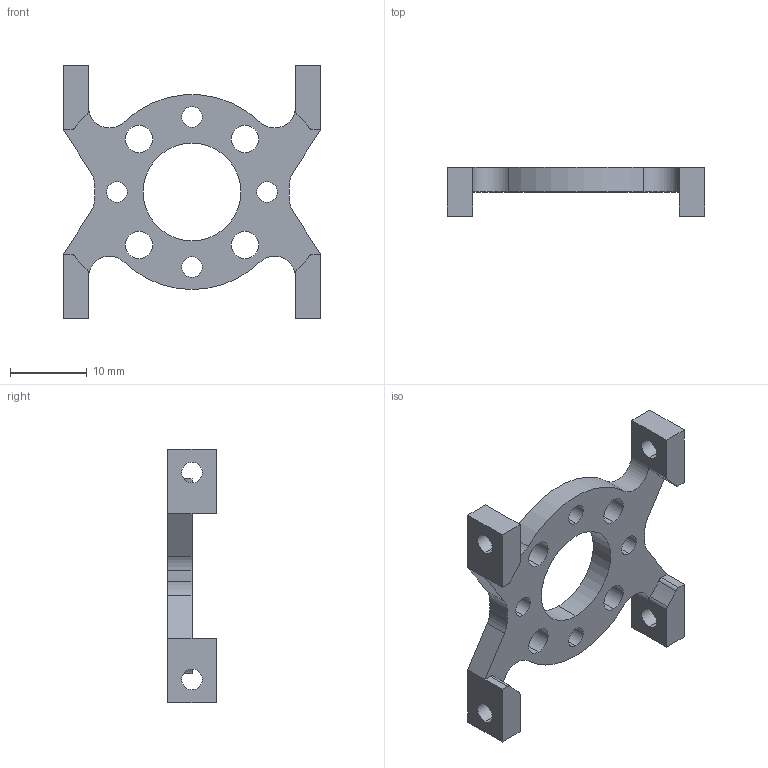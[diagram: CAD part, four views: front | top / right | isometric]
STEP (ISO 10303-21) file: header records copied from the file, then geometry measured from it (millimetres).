
FILE_DESCRIPTION (( 'STEP AP203' ), '1' );
FILE_NAME ('545424.STEP', '2014-07-10T20:43:26', ( 'Kyle' ), ( 'Microsoft' ), 'SwSTEP 2.0', 'SolidWorks 2014', '' );
FILE_SCHEMA (( 'CONFIG_CONTROL_DESIGN' ));
Length unit declared in the file: inch
Products named in the file (1): 545424
Bounding box: 33.53 x 6.35 x 33.02 mm (x, y, z)
Volume: 1894.5 mm3; surface area: 2302.2 mm2
Topology: 1 solids, 1 shells, 79 faces, 227 edges, 150 vertices
Faces by surface type: cylinder 53, plane 26
Entity records: 2766 total; most frequent: DIRECTION 493, CARTESIAN_POINT 457, ORIENTED_EDGE 454, EDGE_CURVE 227, AXIS2_PLACEMENT_3D 186, VERTEX_POINT 150, LINE 121, VECTOR 121
